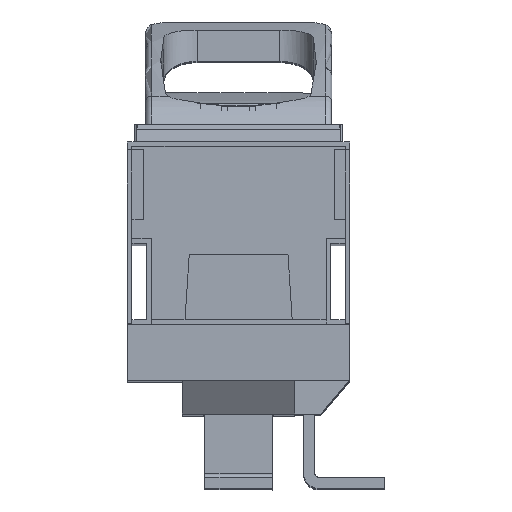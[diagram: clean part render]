
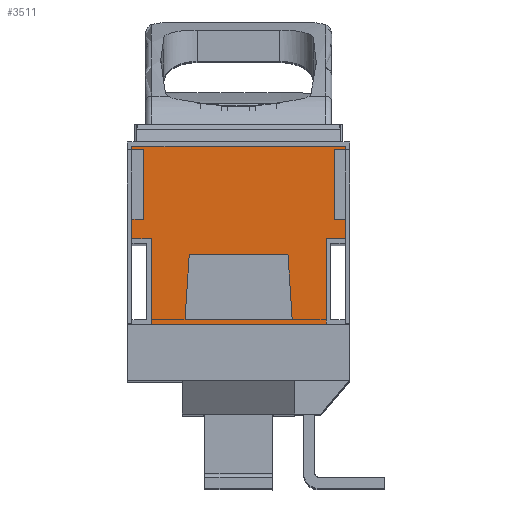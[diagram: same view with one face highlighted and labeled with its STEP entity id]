
A CAD part, top view. The second image highlights one B-rep face of the part: STEP entity #3511.
In plain terms, the highlighted planar face has unit normal (0, 0, 1).
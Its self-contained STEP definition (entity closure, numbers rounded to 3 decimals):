
#3511=ADVANCED_FACE('',(#9583,#9584),#4413,.T.);
#4413=PLANE('',#24257);
#5600=LINE('',#33584,#7802);
#5622=LINE('',#33629,#7824);
#5953=LINE('',#34505,#8155);
#5956=LINE('',#34511,#8158);
#5959=LINE('',#34517,#8161);
#5960=LINE('',#34519,#8162);
#6498=LINE('',#35873,#8700);
#6506=LINE('',#35889,#8708);
#6508=LINE('',#35892,#8710);
#6856=LINE('',#36822,#9058);
#6860=LINE('',#36830,#9062);
#6862=LINE('',#36834,#9064);
#7802=VECTOR('',#25935,1.);
#7824=VECTOR('',#25959,1.);
#8155=VECTOR('',#26552,1.);
#8158=VECTOR('',#26557,1.);
#8161=VECTOR('',#26562,1.);
#8162=VECTOR('',#26565,1.);
#8700=VECTOR('',#27937,1.);
#8708=VECTOR('',#27947,1.);
#8710=VECTOR('',#27951,1.);
#9058=VECTOR('',#28987,1.);
#9062=VECTOR('',#28993,1.);
#9064=VECTOR('',#28997,1.);
#9583=FACE_BOUND('',#10628,.T.);
#9584=FACE_BOUND('',#10629,.T.);
#10628=EDGE_LOOP('',(#15877,#15878,#15879,#15880));
#10629=EDGE_LOOP('',(#15881,#15882,#15883,#15884,#15885,#15886,#15887,#15888));
#15877=ORIENTED_EDGE('',*,*,#21833,.T.);
#15878=ORIENTED_EDGE('',*,*,#20227,.F.);
#15879=ORIENTED_EDGE('',*,*,#21829,.T.);
#15880=ORIENTED_EDGE('',*,*,#21835,.T.);
#15881=ORIENTED_EDGE('',*,*,#20249,.T.);
#15882=ORIENTED_EDGE('',*,*,#20699,.T.);
#15883=ORIENTED_EDGE('',*,*,#20695,.T.);
#15884=ORIENTED_EDGE('',*,*,#21373,.F.);
#15885=ORIENTED_EDGE('',*,*,#21375,.F.);
#15886=ORIENTED_EDGE('',*,*,#21365,.F.);
#15887=ORIENTED_EDGE('',*,*,#20692,.T.);
#15888=ORIENTED_EDGE('',*,*,#20698,.T.);
#17815=VERTEX_POINT('',#33585);
#17816=VERTEX_POINT('',#33586);
#17837=VERTEX_POINT('',#33630);
#17838=VERTEX_POINT('',#33631);
#18251=VERTEX_POINT('',#34506);
#18252=VERTEX_POINT('',#34507);
#18253=VERTEX_POINT('',#34512);
#18254=VERTEX_POINT('',#34513);
#18654=VERTEX_POINT('',#35874);
#18660=VERTEX_POINT('',#35888);
#18899=VERTEX_POINT('',#36823);
#18902=VERTEX_POINT('',#36831);
#20227=EDGE_CURVE('',#17815,#17816,#5600,.T.);
#20249=EDGE_CURVE('',#17837,#17838,#5622,.T.);
#20692=EDGE_CURVE('',#18251,#18252,#5953,.T.);
#20695=EDGE_CURVE('',#18253,#18254,#5956,.T.);
#20698=EDGE_CURVE('',#18252,#17837,#5959,.T.);
#20699=EDGE_CURVE('',#17838,#18253,#5960,.T.);
#21365=EDGE_CURVE('',#18251,#18654,#6498,.T.);
#21373=EDGE_CURVE('',#18660,#18254,#6506,.T.);
#21375=EDGE_CURVE('',#18654,#18660,#6508,.T.);
#21829=EDGE_CURVE('',#17815,#18899,#6856,.T.);
#21833=EDGE_CURVE('',#18902,#17816,#6860,.T.);
#21835=EDGE_CURVE('',#18899,#18902,#6862,.T.);
#24257=AXIS2_PLACEMENT_3D('',#36835,#28998,#28999);
#25935=DIRECTION('',(1.,0.,0.));
#25959=DIRECTION('',(1.,0.,0.));
#26552=DIRECTION('',(1.,0.,0.));
#26557=DIRECTION('',(1.,0.,0.));
#26562=DIRECTION('',(0.,-1.,0.));
#26565=DIRECTION('',(0.,1.,0.));
#27937=DIRECTION('',(0.,1.,0.));
#27947=DIRECTION('',(0.,-1.,0.));
#27951=DIRECTION('',(1.,0.,0.));
#28987=DIRECTION('',(0.065,0.998,0.));
#28993=DIRECTION('',(0.065,-0.998,0.));
#28997=DIRECTION('',(1.,0.,0.));
#28998=DIRECTION('',(0.,0.,1.));
#28999=DIRECTION('',(0.,-1.,0.));
#33584=CARTESIAN_POINT('',(88.5,42.,-95.));
#33585=CARTESIAN_POINT('',(25.629,42.,-95.));
#33586=CARTESIAN_POINT('',(73.371,42.,-95.));
#33629=CARTESIAN_POINT('',(10.5,40.,-95.));
#33630=CARTESIAN_POINT('',(10.5,40.,-95.));
#33631=CARTESIAN_POINT('',(88.5,40.,-95.));
#34505=CARTESIAN_POINT('',(0.,78.,-95.));
#34506=CARTESIAN_POINT('',(2.,78.,-95.));
#34507=CARTESIAN_POINT('',(10.5,78.,-95.));
#34511=CARTESIAN_POINT('',(88.5,78.,-95.));
#34512=CARTESIAN_POINT('',(88.5,78.,-95.));
#34513=CARTESIAN_POINT('',(97.,78.,-95.));
#34517=CARTESIAN_POINT('',(10.5,78.,-95.));
#34519=CARTESIAN_POINT('',(88.5,40.,-95.));
#35873=CARTESIAN_POINT('',(2.,119.,-95.));
#35874=CARTESIAN_POINT('',(2.,119.,-95.));
#35888=CARTESIAN_POINT('',(97.,119.,-95.));
#35889=CARTESIAN_POINT('',(97.,40.,-95.));
#35892=CARTESIAN_POINT('',(97.,119.,-95.));
#36822=CARTESIAN_POINT('',(25.5,40.,-95.));
#36823=CARTESIAN_POINT('',(27.5,70.935,-95.));
#36830=CARTESIAN_POINT('',(71.5,70.935,-95.));
#36831=CARTESIAN_POINT('',(71.5,70.935,-95.));
#36834=CARTESIAN_POINT('',(27.5,70.935,-95.));
#36835=CARTESIAN_POINT('',(0.,40.,-95.));
